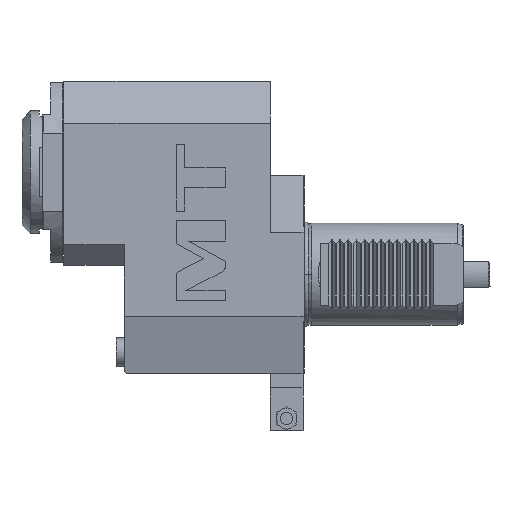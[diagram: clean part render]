
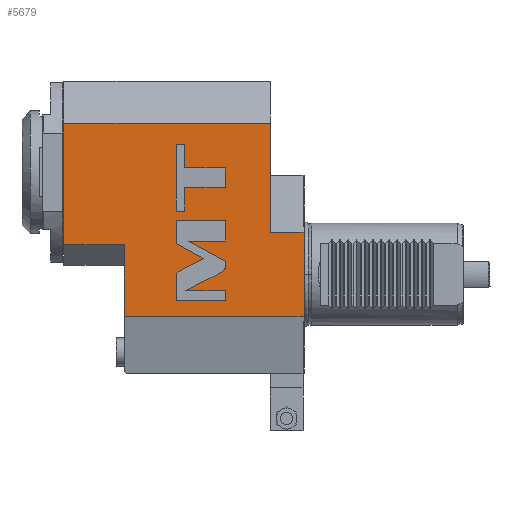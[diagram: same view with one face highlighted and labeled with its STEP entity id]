
A CAD part, front view. The second image highlights one B-rep face of the part: STEP entity #5679.
In plain terms, the highlighted planar face has unit normal (0, -1, 0).
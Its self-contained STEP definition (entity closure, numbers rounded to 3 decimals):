
#31=DIRECTION('',(0.,0.,-1.));
#32=VECTOR('',#31,41.);
#33=CARTESIAN_POINT('',(0.,-45.,20.5));
#34=LINE('',#33,#32);
#77=DIRECTION('',(0.,0.,1.));
#78=VECTOR('',#77,53.5);
#79=CARTESIAN_POINT('',(-16.5,-45.,20.5));
#80=LINE('',#79,#78);
#155=DIRECTION('',(1.,0.,0.));
#156=VECTOR('',#155,29.5);
#157=CARTESIAN_POINT('',(-117.5,-45.,14.5));
#158=LINE('',#157,#156);
#159=DIRECTION('',(1.,0.,0.));
#160=VECTOR('',#159,16.5);
#161=CARTESIAN_POINT('',(-16.5,-45.,20.5));
#162=LINE('',#161,#160);
#163=DIRECTION('',(0.888,0.,0.459));
#164=VECTOR('',#163,20.129);
#165=CARTESIAN_POINT('',(-57.942,-45.,-8.008));
#166=LINE('',#165,#164);
#167=CARTESIAN_POINT('',(-40.062,-45.,1.237));
#168=CARTESIAN_POINT('',(-39.098,-45.,1.736));
#169=CARTESIAN_POINT('',(-38.5,-45.,2.721));
#170=CARTESIAN_POINT('',(-38.5,-45.,3.807));
#172=DIRECTION('',(0.,0.,1.));
#173=VECTOR('',#172,2.503);
#174=CARTESIAN_POINT('',(-38.5,-45.,3.807));
#175=LINE('',#174,#173);
#176=DIRECTION('',(-0.877,0.,0.481));
#177=VECTOR('',#176,20.824);
#178=CARTESIAN_POINT('',(-38.5,-45.,6.31));
#179=LINE('',#178,#177);
#180=DIRECTION('',(1.,0.,0.));
#181=VECTOR('',#180,18.254);
#182=CARTESIAN_POINT('',(-56.754,-45.,16.33));
#183=LINE('',#182,#181);
#184=DIRECTION('',(0.,0.,1.));
#185=VECTOR('',#184,10.099);
#186=CARTESIAN_POINT('',(-38.5,-45.,16.33));
#187=LINE('',#186,#185);
#188=DIRECTION('',(-1.,0.,0.));
#189=VECTOR('',#188,24.);
#190=CARTESIAN_POINT('',(-38.5,-45.,26.43));
#191=LINE('',#190,#189);
#192=DIRECTION('',(0.,0.,-1.));
#193=VECTOR('',#192,11.386);
#194=CARTESIAN_POINT('',(-62.5,-45.,26.43));
#195=LINE('',#194,#193);
#196=DIRECTION('',(0.877,0.,-0.481));
#197=VECTOR('',#196,15.217);
#198=CARTESIAN_POINT('',(-62.5,-45.,15.044));
#199=LINE('',#198,#197);
#200=DIRECTION('',(-0.888,0.,-0.459));
#201=VECTOR('',#200,13.259);
#202=CARTESIAN_POINT('',(-49.16,-45.,7.721));
#203=LINE('',#202,#201);
#204=CARTESIAN_POINT('',(-60.938,-45.,1.632));
#205=CARTESIAN_POINT('',(-61.902,-45.,1.133));
#206=CARTESIAN_POINT('',(-62.5,-45.,0.15));
#207=CARTESIAN_POINT('',(-62.5,-45.,-0.935));
#209=DIRECTION('',(0.,0.,-1.));
#210=VECTOR('',#209,12.065);
#211=CARTESIAN_POINT('',(-62.5,-45.,-0.935));
#212=LINE('',#211,#210);
#213=DIRECTION('',(1.,0.,0.));
#214=VECTOR('',#213,24.);
#215=CARTESIAN_POINT('',(-62.5,-45.,-13.));
#216=LINE('',#215,#214);
#217=DIRECTION('',(0.,0.,1.));
#218=VECTOR('',#217,4.992);
#219=CARTESIAN_POINT('',(-38.5,-45.,-13.));
#220=LINE('',#219,#218);
#221=DIRECTION('',(-1.,0.,0.));
#222=VECTOR('',#221,19.442);
#223=CARTESIAN_POINT('',(-38.5,-45.,-8.008));
#224=LINE('',#223,#222);
#225=DIRECTION('',(1.,0.,0.));
#226=VECTOR('',#225,19.913);
#227=CARTESIAN_POINT('',(-58.413,-45.,42.57));
#228=LINE('',#227,#226);
#229=DIRECTION('',(0.,0.,1.));
#230=VECTOR('',#229,9.506);
#231=CARTESIAN_POINT('',(-38.5,-45.,42.57));
#232=LINE('',#231,#230);
#233=DIRECTION('',(-1.,0.,0.));
#234=VECTOR('',#233,19.913);
#235=CARTESIAN_POINT('',(-38.5,-45.,52.076));
#236=LINE('',#235,#234);
#237=DIRECTION('',(0.,0.,1.));
#238=VECTOR('',#237,11.635);
#239=CARTESIAN_POINT('',(-58.413,-45.,52.076));
#240=LINE('',#239,#238);
#241=DIRECTION('',(-1.,0.,0.));
#242=VECTOR('',#241,4.087);
#243=CARTESIAN_POINT('',(-58.413,-45.,63.711));
#244=LINE('',#243,#242);
#245=DIRECTION('',(0.,0.,-1.));
#246=VECTOR('',#245,32.777);
#247=CARTESIAN_POINT('',(-62.5,-45.,63.711));
#248=LINE('',#247,#246);
#249=DIRECTION('',(1.,0.,0.));
#250=VECTOR('',#249,4.087);
#251=CARTESIAN_POINT('',(-62.5,-45.,30.934));
#252=LINE('',#251,#250);
#253=DIRECTION('',(0.,0.,1.));
#254=VECTOR('',#253,11.635);
#255=CARTESIAN_POINT('',(-58.413,-45.,30.934));
#256=LINE('',#255,#254);
#269=DIRECTION('',(1.,0.,0.));
#270=VECTOR('',#269,88.);
#271=CARTESIAN_POINT('',(-88.,-45.,-20.5));
#272=LINE('',#271,#270);
#1521=DIRECTION('',(-1.,0.,0.));
#1522=VECTOR('',#1521,101.);
#1523=CARTESIAN_POINT('',(-16.5,-45.,74.));
#1524=LINE('',#1523,#1522);
#1557=DIRECTION('',(0.,0.,-1.));
#1558=VECTOR('',#1557,59.5);
#1559=CARTESIAN_POINT('',(-117.5,-45.,74.));
#1560=LINE('',#1559,#1558);
#1595=DIRECTION('',(0.,0.,-1.));
#1596=VECTOR('',#1595,35.);
#1597=CARTESIAN_POINT('',(-88.,-45.,14.5));
#1598=LINE('',#1597,#1596);
#4670=CARTESIAN_POINT('',(0.,-45.,20.5));
#4672=VERTEX_POINT('',#4670);
#4677=CARTESIAN_POINT('',(0.,-45.,-20.5));
#4679=VERTEX_POINT('',#4677);
#4770=CARTESIAN_POINT('',(-16.5,-45.,74.));
#4772=VERTEX_POINT('',#4770);
#4779=CARTESIAN_POINT('',(-16.5,-45.,20.5));
#4780=VERTEX_POINT('',#4779);
#4817=CARTESIAN_POINT('',(-117.5,-45.,74.));
#4818=VERTEX_POINT('',#4817);
#4825=CARTESIAN_POINT('',(-117.5,-45.,14.5));
#4826=VERTEX_POINT('',#4825);
#4827=CARTESIAN_POINT('',(-88.,-45.,14.5));
#4828=VERTEX_POINT('',#4827);
#4837=CARTESIAN_POINT('',(-88.,-45.,-20.5));
#4838=VERTEX_POINT('',#4837);
#5301=CARTESIAN_POINT('',(-57.942,-45.,-8.008));
#5302=VERTEX_POINT('',#5301);
#5303=CARTESIAN_POINT('',(-40.062,-45.,1.237));
#5304=VERTEX_POINT('',#5303);
#5305=CARTESIAN_POINT('',(-38.5,-45.,3.807));
#5306=VERTEX_POINT('',#5305);
#5307=CARTESIAN_POINT('',(-38.5,-45.,6.31));
#5308=VERTEX_POINT('',#5307);
#5309=CARTESIAN_POINT('',(-56.754,-45.,16.33));
#5310=VERTEX_POINT('',#5309);
#5311=CARTESIAN_POINT('',(-38.5,-45.,16.33));
#5312=VERTEX_POINT('',#5311);
#5313=CARTESIAN_POINT('',(-38.5,-45.,26.43));
#5314=VERTEX_POINT('',#5313);
#5315=CARTESIAN_POINT('',(-62.5,-45.,26.43));
#5316=VERTEX_POINT('',#5315);
#5317=CARTESIAN_POINT('',(-62.5,-45.,15.044));
#5318=VERTEX_POINT('',#5317);
#5319=CARTESIAN_POINT('',(-49.16,-45.,7.721));
#5320=VERTEX_POINT('',#5319);
#5321=CARTESIAN_POINT('',(-60.938,-45.,1.632));
#5322=VERTEX_POINT('',#5321);
#5323=CARTESIAN_POINT('',(-62.5,-45.,-0.935));
#5324=VERTEX_POINT('',#5323);
#5325=CARTESIAN_POINT('',(-62.5,-45.,-13.));
#5326=VERTEX_POINT('',#5325);
#5327=CARTESIAN_POINT('',(-38.5,-45.,-13.));
#5328=VERTEX_POINT('',#5327);
#5329=CARTESIAN_POINT('',(-38.5,-45.,-8.008));
#5330=VERTEX_POINT('',#5329);
#5331=CARTESIAN_POINT('',(-58.413,-45.,42.57));
#5332=VERTEX_POINT('',#5331);
#5333=CARTESIAN_POINT('',(-38.5,-45.,42.57));
#5334=VERTEX_POINT('',#5333);
#5335=CARTESIAN_POINT('',(-38.5,-45.,52.076));
#5336=VERTEX_POINT('',#5335);
#5337=CARTESIAN_POINT('',(-58.413,-45.,52.076));
#5338=VERTEX_POINT('',#5337);
#5339=CARTESIAN_POINT('',(-58.413,-45.,63.711));
#5340=VERTEX_POINT('',#5339);
#5341=CARTESIAN_POINT('',(-62.5,-45.,63.711));
#5342=VERTEX_POINT('',#5341);
#5343=CARTESIAN_POINT('',(-62.5,-45.,30.934));
#5344=VERTEX_POINT('',#5343);
#5345=CARTESIAN_POINT('',(-58.413,-45.,30.934));
#5346=VERTEX_POINT('',#5345);
#5609=CARTESIAN_POINT('',(-20.5,-45.,48.5));
#5610=DIRECTION('',(0.,-1.,0.));
#5611=DIRECTION('',(0.,0.,-1.));
#5612=AXIS2_PLACEMENT_3D('',#5609,#5610,#5611);
#5613=PLANE('',#5612);
#5615=ORIENTED_EDGE('',*,*,#5614,.F.);
#5617=ORIENTED_EDGE('',*,*,#5616,.F.);
#5619=ORIENTED_EDGE('',*,*,#5618,.F.);
#5621=ORIENTED_EDGE('',*,*,#5620,.F.);
#5623=ORIENTED_EDGE('',*,*,#5622,.F.);
#5624=ORIENTED_EDGE('',*,*,#5509,.F.);
#5625=ORIENTED_EDGE('',*,*,#5593,.T.);
#5626=ORIENTED_EDGE('',*,*,#5456,.T.);
#5627=EDGE_LOOP('',(#5615,#5617,#5619,#5621,#5623,#5624,#5625,#5626));
#5628=FACE_OUTER_BOUND('',#5627,.F.);
#5630=ORIENTED_EDGE('',*,*,#5629,.T.);
#5632=ORIENTED_EDGE('',*,*,#5631,.T.);
#5634=ORIENTED_EDGE('',*,*,#5633,.T.);
#5636=ORIENTED_EDGE('',*,*,#5635,.T.);
#5638=ORIENTED_EDGE('',*,*,#5637,.T.);
#5640=ORIENTED_EDGE('',*,*,#5639,.T.);
#5642=ORIENTED_EDGE('',*,*,#5641,.T.);
#5644=ORIENTED_EDGE('',*,*,#5643,.T.);
#5646=ORIENTED_EDGE('',*,*,#5645,.T.);
#5648=ORIENTED_EDGE('',*,*,#5647,.T.);
#5650=ORIENTED_EDGE('',*,*,#5649,.T.);
#5652=ORIENTED_EDGE('',*,*,#5651,.T.);
#5654=ORIENTED_EDGE('',*,*,#5653,.T.);
#5656=ORIENTED_EDGE('',*,*,#5655,.T.);
#5658=ORIENTED_EDGE('',*,*,#5657,.T.);
#5659=EDGE_LOOP('',(#5630,#5632,#5634,#5636,#5638,#5640,#5642,#5644,#5646,#5648,
#5650,#5652,#5654,#5656,#5658));
#5660=FACE_BOUND('',#5659,.F.);
#5662=ORIENTED_EDGE('',*,*,#5661,.T.);
#5664=ORIENTED_EDGE('',*,*,#5663,.T.);
#5666=ORIENTED_EDGE('',*,*,#5665,.T.);
#5668=ORIENTED_EDGE('',*,*,#5667,.T.);
#5670=ORIENTED_EDGE('',*,*,#5669,.T.);
#5672=ORIENTED_EDGE('',*,*,#5671,.T.);
#5674=ORIENTED_EDGE('',*,*,#5673,.T.);
#5676=ORIENTED_EDGE('',*,*,#5675,.T.);
#5677=EDGE_LOOP('',(#5662,#5664,#5666,#5668,#5670,#5672,#5674,#5676));
#5678=FACE_BOUND('',#5677,.F.);
#5679=ADVANCED_FACE('',(#5628,#5660,#5678),#5613,.T.);
#171=B_SPLINE_CURVE_WITH_KNOTS('',3,(#167,#168,#169,#170),.UNSPECIFIED.,.F.,.F.,
(4,4),(0.,1.),.UNSPECIFIED.);
#208=B_SPLINE_CURVE_WITH_KNOTS('',3,(#204,#205,#206,#207),.UNSPECIFIED.,.F.,.F.,
(4,4),(0.,1.),.UNSPECIFIED.);
#5456=EDGE_CURVE('',#4672,#4679,#34,.T.);
#5509=EDGE_CURVE('',#4780,#4772,#80,.T.);
#5593=EDGE_CURVE('',#4780,#4672,#162,.T.);
#5614=EDGE_CURVE('',#4838,#4679,#272,.T.);
#5616=EDGE_CURVE('',#4828,#4838,#1598,.T.);
#5618=EDGE_CURVE('',#4826,#4828,#158,.T.);
#5620=EDGE_CURVE('',#4818,#4826,#1560,.T.);
#5622=EDGE_CURVE('',#4772,#4818,#1524,.T.);
#5629=EDGE_CURVE('',#5302,#5304,#166,.T.);
#5631=EDGE_CURVE('',#5304,#5306,#171,.T.);
#5633=EDGE_CURVE('',#5306,#5308,#175,.T.);
#5635=EDGE_CURVE('',#5308,#5310,#179,.T.);
#5637=EDGE_CURVE('',#5310,#5312,#183,.T.);
#5639=EDGE_CURVE('',#5312,#5314,#187,.T.);
#5641=EDGE_CURVE('',#5314,#5316,#191,.T.);
#5643=EDGE_CURVE('',#5316,#5318,#195,.T.);
#5645=EDGE_CURVE('',#5318,#5320,#199,.T.);
#5647=EDGE_CURVE('',#5320,#5322,#203,.T.);
#5649=EDGE_CURVE('',#5322,#5324,#208,.T.);
#5651=EDGE_CURVE('',#5324,#5326,#212,.T.);
#5653=EDGE_CURVE('',#5326,#5328,#216,.T.);
#5655=EDGE_CURVE('',#5328,#5330,#220,.T.);
#5657=EDGE_CURVE('',#5330,#5302,#224,.T.);
#5661=EDGE_CURVE('',#5332,#5334,#228,.T.);
#5663=EDGE_CURVE('',#5334,#5336,#232,.T.);
#5665=EDGE_CURVE('',#5336,#5338,#236,.T.);
#5667=EDGE_CURVE('',#5338,#5340,#240,.T.);
#5669=EDGE_CURVE('',#5340,#5342,#244,.T.);
#5671=EDGE_CURVE('',#5342,#5344,#248,.T.);
#5673=EDGE_CURVE('',#5344,#5346,#252,.T.);
#5675=EDGE_CURVE('',#5346,#5332,#256,.T.);
